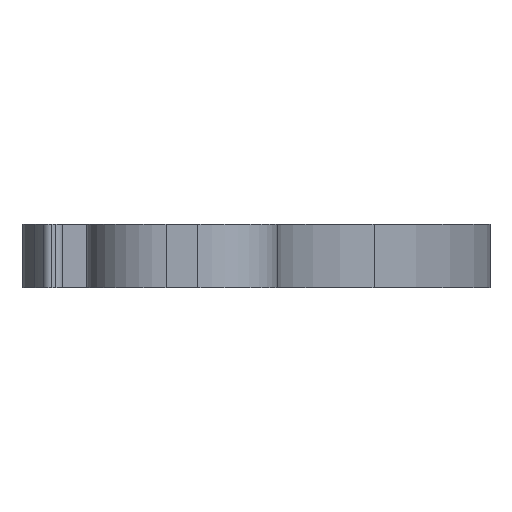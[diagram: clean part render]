
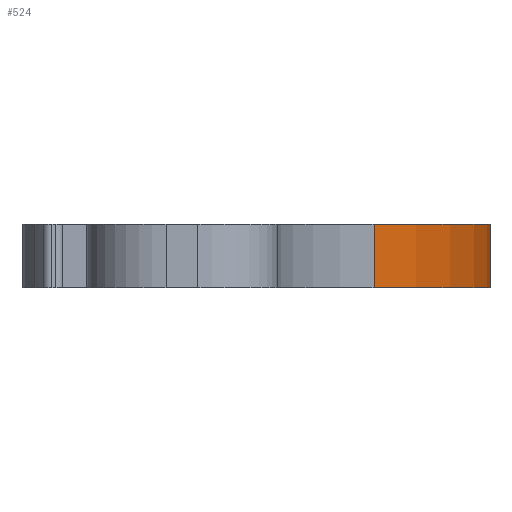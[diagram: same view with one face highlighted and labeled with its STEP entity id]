
A CAD part, front view. The second image highlights one B-rep face of the part: STEP entity #524.
In plain terms, the highlighted cylindrical face has radius 24.051 mm (diameter 48.102 mm), a partial arc.
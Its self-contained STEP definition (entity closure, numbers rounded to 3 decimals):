
#13 = DIRECTION ( 'NONE',  ( -1., 0., 0. ) ) ;
#27 = DIRECTION ( 'NONE',  ( 0., 0., 1. ) ) ;
#35 = DIRECTION ( 'NONE',  ( 0., 0., -1. ) ) ;
#54 = CIRCLE ( 'NONE', #1053, 24.051 ) ;
#81 = AXIS2_PLACEMENT_3D ( 'NONE', #592, #586, #572 ) ;
#107 = EDGE_LOOP ( 'NONE', ( #753, #1027, #1296, #501 ) ) ;
#158 = LINE ( 'NONE', #492, #1247 ) ;
#203 = VERTEX_POINT ( 'NONE', #1182 ) ;
#296 = EDGE_CURVE ( 'NONE', #670, #1262, #1278, .T. ) ;
#429 = VERTEX_POINT ( 'NONE', #529 ) ;
#445 = CARTESIAN_POINT ( 'NONE',  ( -4.64, 135., 4. ) ) ;
#461 = DIRECTION ( 'NONE',  ( 0., 0., -1. ) ) ;
#492 = CARTESIAN_POINT ( 'NONE',  ( 12.089, 117.72, 4. ) ) ;
#501 = ORIENTED_EDGE ( 'NONE', *, *, #810, .T. ) ;
#515 = EDGE_CURVE ( 'NONE', #203, #670, #1271, .T. ) ;
#524 = ADVANCED_FACE ( 'NONE', ( #695 ), #931, .T. ) ;
#529 = CARTESIAN_POINT ( 'NONE',  ( 12.089, 117.72, 0. ) ) ;
#572 = DIRECTION ( 'NONE',  ( -1., 0., 0. ) ) ;
#586 = DIRECTION ( 'NONE',  ( 0., 0., 1. ) ) ;
#592 = CARTESIAN_POINT ( 'NONE',  ( -4.64, 135., 4. ) ) ;
#594 = EDGE_CURVE ( 'NONE', #429, #1262, #54, .T. ) ;
#612 = DIRECTION ( 'NONE',  ( -1., 0., 0. ) ) ;
#670 = VERTEX_POINT ( 'NONE', #868 ) ;
#695 = FACE_OUTER_BOUND ( 'NONE', #107, .T. ) ;
#727 = DIRECTION ( 'NONE',  ( 0., 0., -1. ) ) ;
#753 = ORIENTED_EDGE ( 'NONE', *, *, #594, .T. ) ;
#758 = CARTESIAN_POINT ( 'NONE',  ( -4.585, 159.051, 4. ) ) ;
#810 = EDGE_CURVE ( 'NONE', #203, #429, #158, .T. ) ;
#868 = CARTESIAN_POINT ( 'NONE',  ( -4.585, 159.051, 4. ) ) ;
#931 = CYLINDRICAL_SURFACE ( 'NONE', #1127, 24.051 ) ;
#1008 = VECTOR ( 'NONE', #727, 1000. ) ;
#1027 = ORIENTED_EDGE ( 'NONE', *, *, #296, .F. ) ;
#1053 = AXIS2_PLACEMENT_3D ( 'NONE', #1279, #27, #13 ) ;
#1127 = AXIS2_PLACEMENT_3D ( 'NONE', #445, #461, #612 ) ;
#1182 = CARTESIAN_POINT ( 'NONE',  ( 12.089, 117.72, 4. ) ) ;
#1243 = CARTESIAN_POINT ( 'NONE',  ( -4.585, 159.051, 0. ) ) ;
#1247 = VECTOR ( 'NONE', #35, 1000. ) ;
#1262 = VERTEX_POINT ( 'NONE', #1243 ) ;
#1271 = CIRCLE ( 'NONE', #81, 24.051 ) ;
#1278 = LINE ( 'NONE', #758, #1008 ) ;
#1279 = CARTESIAN_POINT ( 'NONE',  ( -4.64, 135., 0. ) ) ;
#1296 = ORIENTED_EDGE ( 'NONE', *, *, #515, .F. ) ;
